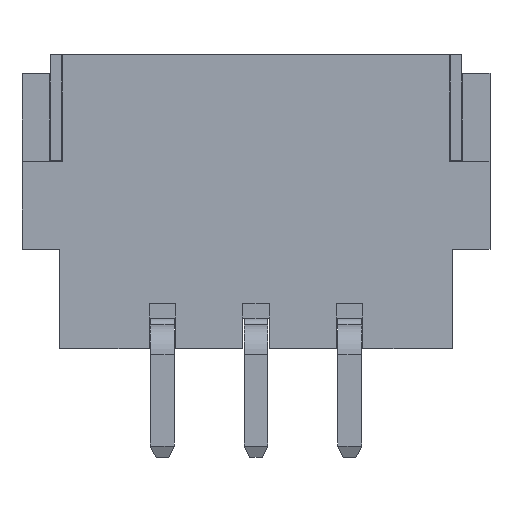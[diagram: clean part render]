
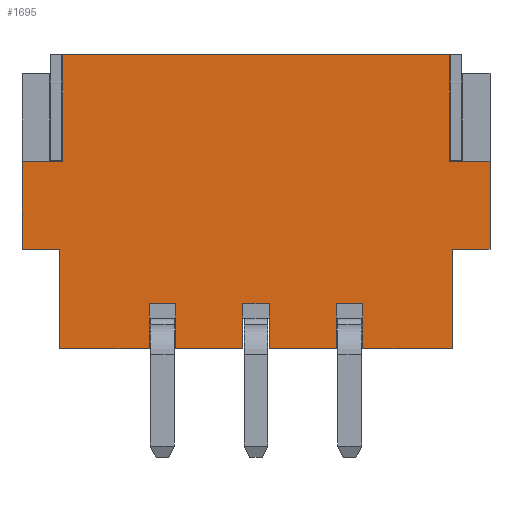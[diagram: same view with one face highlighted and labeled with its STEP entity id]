
A CAD part, front view. The second image highlights one B-rep face of the part: STEP entity #1695.
In plain terms, the highlighted planar face has unit normal (0, -1, 0).
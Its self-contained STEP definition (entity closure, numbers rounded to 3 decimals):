
#744 = EDGE_CURVE('',#745,#747,#749,.T.);
#745 = VERTEX_POINT('',#746);
#746 = CARTESIAN_POINT('',(11.415,0.,2.85));
#747 = VERTEX_POINT('',#748);
#748 = CARTESIAN_POINT('',(1.085,0.,2.85));
#749 = LINE('',#750,#751);
#750 = CARTESIAN_POINT('',(11.415,0.,2.85));
#751 = VECTOR('',#752,1.);
#752 = DIRECTION('',(-1.,0.,0.));
#1220 = VERTEX_POINT('',#1221);
#1221 = CARTESIAN_POINT('',(1.,0.,-2.35));
#1227 = EDGE_CURVE('',#1220,#1228,#1230,.T.);
#1228 = VERTEX_POINT('',#1229);
#1229 = CARTESIAN_POINT('',(1.,0.,-5.));
#1230 = LINE('',#1231,#1232);
#1231 = CARTESIAN_POINT('',(1.,0.,-2.35));
#1232 = VECTOR('',#1233,1.);
#1233 = DIRECTION('',(0.,0.,-1.));
#1675 = EDGE_CURVE('',#747,#1676,#1678,.T.);
#1676 = VERTEX_POINT('',#1677);
#1677 = CARTESIAN_POINT('',(1.085,0.,0.));
#1678 = LINE('',#1679,#1680);
#1679 = CARTESIAN_POINT('',(1.085,0.,2.85));
#1680 = VECTOR('',#1681,1.);
#1681 = DIRECTION('',(0.,0.,-1.));
#1695 = ADVANCED_FACE('',(#1696),#1865,.F.);
#1696 = FACE_BOUND('',#1697,.F.);
#1697 = EDGE_LOOP('',(#1698,#1708,#1716,#1724,#1732,#1740,#1748,#1754,
    #1755,#1763,#1771,#1777,#1778,#1779,#1787,#1795,#1803,#1811,#1819,
    #1827,#1835,#1843,#1851,#1859));
#1698 = ORIENTED_EDGE('',*,*,#1699,.F.);
#1699 = EDGE_CURVE('',#1700,#1702,#1704,.T.);
#1700 = VERTEX_POINT('',#1701);
#1701 = CARTESIAN_POINT('',(5.9,0.,-3.8));
#1702 = VERTEX_POINT('',#1703);
#1703 = CARTESIAN_POINT('',(6.6,0.,-3.8));
#1704 = LINE('',#1705,#1706);
#1705 = CARTESIAN_POINT('',(5.9,0.,-3.8));
#1706 = VECTOR('',#1707,1.);
#1707 = DIRECTION('',(1.,0.,0.));
#1708 = ORIENTED_EDGE('',*,*,#1709,.F.);
#1709 = EDGE_CURVE('',#1710,#1700,#1712,.T.);
#1710 = VERTEX_POINT('',#1711);
#1711 = CARTESIAN_POINT('',(5.9,0.,-5.));
#1712 = LINE('',#1713,#1714);
#1713 = CARTESIAN_POINT('',(5.9,0.,-5.));
#1714 = VECTOR('',#1715,1.);
#1715 = DIRECTION('',(0.,0.,1.));
#1716 = ORIENTED_EDGE('',*,*,#1717,.F.);
#1717 = EDGE_CURVE('',#1718,#1710,#1720,.T.);
#1718 = VERTEX_POINT('',#1719);
#1719 = CARTESIAN_POINT('',(4.1,0.,-5.));
#1720 = LINE('',#1721,#1722);
#1721 = CARTESIAN_POINT('',(4.1,0.,-5.));
#1722 = VECTOR('',#1723,1.);
#1723 = DIRECTION('',(1.,0.,0.));
#1724 = ORIENTED_EDGE('',*,*,#1725,.T.);
#1725 = EDGE_CURVE('',#1718,#1726,#1728,.T.);
#1726 = VERTEX_POINT('',#1727);
#1727 = CARTESIAN_POINT('',(4.1,0.,-3.8));
#1728 = LINE('',#1729,#1730);
#1729 = CARTESIAN_POINT('',(4.1,0.,-5.));
#1730 = VECTOR('',#1731,1.);
#1731 = DIRECTION('',(0.,0.,1.));
#1732 = ORIENTED_EDGE('',*,*,#1733,.T.);
#1733 = EDGE_CURVE('',#1726,#1734,#1736,.T.);
#1734 = VERTEX_POINT('',#1735);
#1735 = CARTESIAN_POINT('',(3.4,0.,-3.8));
#1736 = LINE('',#1737,#1738);
#1737 = CARTESIAN_POINT('',(4.1,0.,-3.8));
#1738 = VECTOR('',#1739,1.);
#1739 = DIRECTION('',(-1.,0.,0.));
#1740 = ORIENTED_EDGE('',*,*,#1741,.F.);
#1741 = EDGE_CURVE('',#1742,#1734,#1744,.T.);
#1742 = VERTEX_POINT('',#1743);
#1743 = CARTESIAN_POINT('',(3.4,0.,-5.));
#1744 = LINE('',#1745,#1746);
#1745 = CARTESIAN_POINT('',(3.4,0.,-5.));
#1746 = VECTOR('',#1747,1.);
#1747 = DIRECTION('',(0.,0.,1.));
#1748 = ORIENTED_EDGE('',*,*,#1749,.F.);
#1749 = EDGE_CURVE('',#1228,#1742,#1750,.T.);
#1750 = LINE('',#1751,#1752);
#1751 = CARTESIAN_POINT('',(1.,0.,-5.));
#1752 = VECTOR('',#1753,1.);
#1753 = DIRECTION('',(1.,0.,0.));
#1754 = ORIENTED_EDGE('',*,*,#1227,.F.);
#1755 = ORIENTED_EDGE('',*,*,#1756,.F.);
#1756 = EDGE_CURVE('',#1757,#1220,#1759,.T.);
#1757 = VERTEX_POINT('',#1758);
#1758 = CARTESIAN_POINT('',(0.,0.,-2.35));
#1759 = LINE('',#1760,#1761);
#1760 = CARTESIAN_POINT('',(0.,0.,-2.35));
#1761 = VECTOR('',#1762,1.);
#1762 = DIRECTION('',(1.,0.,0.));
#1763 = ORIENTED_EDGE('',*,*,#1764,.F.);
#1764 = EDGE_CURVE('',#1765,#1757,#1767,.T.);
#1765 = VERTEX_POINT('',#1766);
#1766 = CARTESIAN_POINT('',(0.,0.,0.));
#1767 = LINE('',#1768,#1769);
#1768 = CARTESIAN_POINT('',(0.,0.,0.));
#1769 = VECTOR('',#1770,1.);
#1770 = DIRECTION('',(0.,0.,-1.));
#1771 = ORIENTED_EDGE('',*,*,#1772,.T.);
#1772 = EDGE_CURVE('',#1765,#1676,#1773,.T.);
#1773 = LINE('',#1774,#1775);
#1774 = CARTESIAN_POINT('',(0.,0.,0.));
#1775 = VECTOR('',#1776,1.);
#1776 = DIRECTION('',(1.,0.,0.));
#1777 = ORIENTED_EDGE('',*,*,#1675,.F.);
#1778 = ORIENTED_EDGE('',*,*,#744,.F.);
#1779 = ORIENTED_EDGE('',*,*,#1780,.T.);
#1780 = EDGE_CURVE('',#745,#1781,#1783,.T.);
#1781 = VERTEX_POINT('',#1782);
#1782 = CARTESIAN_POINT('',(11.415,0.,0.));
#1783 = LINE('',#1784,#1785);
#1784 = CARTESIAN_POINT('',(11.415,0.,2.85));
#1785 = VECTOR('',#1786,1.);
#1786 = DIRECTION('',(0.,0.,-1.));
#1787 = ORIENTED_EDGE('',*,*,#1788,.F.);
#1788 = EDGE_CURVE('',#1789,#1781,#1791,.T.);
#1789 = VERTEX_POINT('',#1790);
#1790 = CARTESIAN_POINT('',(12.5,0.,0.));
#1791 = LINE('',#1792,#1793);
#1792 = CARTESIAN_POINT('',(12.5,0.,0.));
#1793 = VECTOR('',#1794,1.);
#1794 = DIRECTION('',(-1.,0.,0.));
#1795 = ORIENTED_EDGE('',*,*,#1796,.T.);
#1796 = EDGE_CURVE('',#1789,#1797,#1799,.T.);
#1797 = VERTEX_POINT('',#1798);
#1798 = CARTESIAN_POINT('',(12.5,0.,-2.35));
#1799 = LINE('',#1800,#1801);
#1800 = CARTESIAN_POINT('',(12.5,0.,0.));
#1801 = VECTOR('',#1802,1.);
#1802 = DIRECTION('',(0.,0.,-1.));
#1803 = ORIENTED_EDGE('',*,*,#1804,.T.);
#1804 = EDGE_CURVE('',#1797,#1805,#1807,.T.);
#1805 = VERTEX_POINT('',#1806);
#1806 = CARTESIAN_POINT('',(11.5,0.,-2.35));
#1807 = LINE('',#1808,#1809);
#1808 = CARTESIAN_POINT('',(12.5,0.,-2.35));
#1809 = VECTOR('',#1810,1.);
#1810 = DIRECTION('',(-1.,0.,0.));
#1811 = ORIENTED_EDGE('',*,*,#1812,.T.);
#1812 = EDGE_CURVE('',#1805,#1813,#1815,.T.);
#1813 = VERTEX_POINT('',#1814);
#1814 = CARTESIAN_POINT('',(11.5,0.,-5.));
#1815 = LINE('',#1816,#1817);
#1816 = CARTESIAN_POINT('',(11.5,0.,-2.35));
#1817 = VECTOR('',#1818,1.);
#1818 = DIRECTION('',(0.,0.,-1.));
#1819 = ORIENTED_EDGE('',*,*,#1820,.T.);
#1820 = EDGE_CURVE('',#1813,#1821,#1823,.T.);
#1821 = VERTEX_POINT('',#1822);
#1822 = CARTESIAN_POINT('',(9.1,0.,-5.));
#1823 = LINE('',#1824,#1825);
#1824 = CARTESIAN_POINT('',(11.5,0.,-5.));
#1825 = VECTOR('',#1826,1.);
#1826 = DIRECTION('',(-1.,0.,0.));
#1827 = ORIENTED_EDGE('',*,*,#1828,.T.);
#1828 = EDGE_CURVE('',#1821,#1829,#1831,.T.);
#1829 = VERTEX_POINT('',#1830);
#1830 = CARTESIAN_POINT('',(9.1,0.,-3.8));
#1831 = LINE('',#1832,#1833);
#1832 = CARTESIAN_POINT('',(9.1,0.,-5.));
#1833 = VECTOR('',#1834,1.);
#1834 = DIRECTION('',(0.,0.,1.));
#1835 = ORIENTED_EDGE('',*,*,#1836,.F.);
#1836 = EDGE_CURVE('',#1837,#1829,#1839,.T.);
#1837 = VERTEX_POINT('',#1838);
#1838 = CARTESIAN_POINT('',(8.4,0.,-3.8));
#1839 = LINE('',#1840,#1841);
#1840 = CARTESIAN_POINT('',(8.4,0.,-3.8));
#1841 = VECTOR('',#1842,1.);
#1842 = DIRECTION('',(1.,0.,0.));
#1843 = ORIENTED_EDGE('',*,*,#1844,.F.);
#1844 = EDGE_CURVE('',#1845,#1837,#1847,.T.);
#1845 = VERTEX_POINT('',#1846);
#1846 = CARTESIAN_POINT('',(8.4,0.,-5.));
#1847 = LINE('',#1848,#1849);
#1848 = CARTESIAN_POINT('',(8.4,0.,-5.));
#1849 = VECTOR('',#1850,1.);
#1850 = DIRECTION('',(0.,0.,1.));
#1851 = ORIENTED_EDGE('',*,*,#1852,.T.);
#1852 = EDGE_CURVE('',#1845,#1853,#1855,.T.);
#1853 = VERTEX_POINT('',#1854);
#1854 = CARTESIAN_POINT('',(6.6,0.,-5.));
#1855 = LINE('',#1856,#1857);
#1856 = CARTESIAN_POINT('',(8.4,0.,-5.));
#1857 = VECTOR('',#1858,1.);
#1858 = DIRECTION('',(-1.,0.,0.));
#1859 = ORIENTED_EDGE('',*,*,#1860,.T.);
#1860 = EDGE_CURVE('',#1853,#1702,#1861,.T.);
#1861 = LINE('',#1862,#1863);
#1862 = CARTESIAN_POINT('',(6.6,0.,-5.));
#1863 = VECTOR('',#1864,1.);
#1864 = DIRECTION('',(0.,0.,1.));
#1865 = PLANE('',#1866);
#1866 = AXIS2_PLACEMENT_3D('',#1867,#1868,#1869);
#1867 = CARTESIAN_POINT('',(0.,0.,0.));
#1868 = DIRECTION('',(0.,1.,0.));
#1869 = DIRECTION('',(1.,0.,0.));
